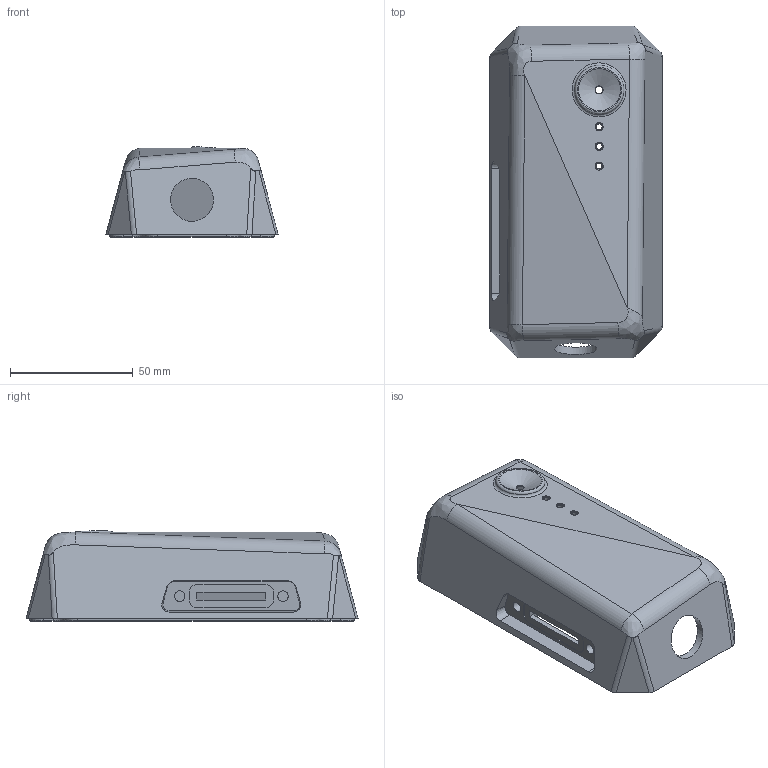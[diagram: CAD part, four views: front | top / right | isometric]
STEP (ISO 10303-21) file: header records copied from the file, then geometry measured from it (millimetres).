
FILE_DESCRIPTION(('FreeCAD Model'),'2;1');
FILE_NAME('Open CASCADE Shape Model','2021-02-15T10:31:01',(''),(''), 'Open CASCADE STEP processor 7.4','FreeCAD','Unknown');
FILE_SCHEMA(('AUTOMOTIVE_DESIGN { 1 0 10303 214 1 1 1 1 }'));
Length unit declared in the file: millimetre
Products named in the file (1): enclosure-lid
Bounding box: 70 x 135 x 36.76 mm (x, y, z)
Volume: 63940.2 mm3; surface area: 38675.9 mm2
Topology: 1 solids, 1 shells, 262 faces, 646 edges, 404 vertices
Faces by surface type: plane 81, cylinder 69, bspline 51, cone 34, torus 27
Full cylindrical faces by diameter (mm): 2.4 x3, 3.2 x1, 3.3 x3, 4.3 x4, 4.6 x4, 17.46 x1
Entity records: 11815 total; most frequent: CARTESIAN_POINT 5867, ORIENTED_EDGE 1292, DIRECTION 1129, EDGE_CURVE 646, AXIS2_PLACEMENT_3D 432, VERTEX_POINT 404, FACE_BOUND 292, EDGE_LOOP 292
